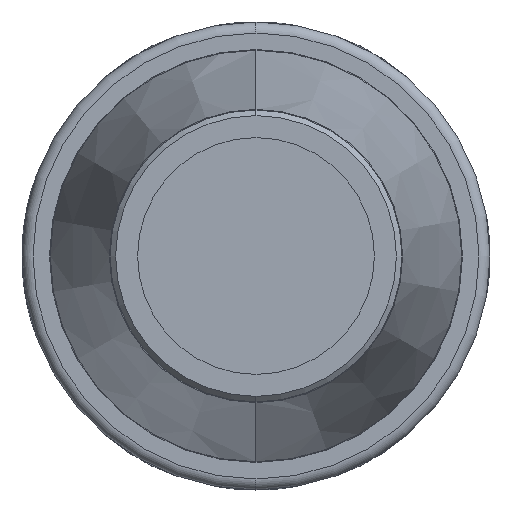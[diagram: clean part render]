
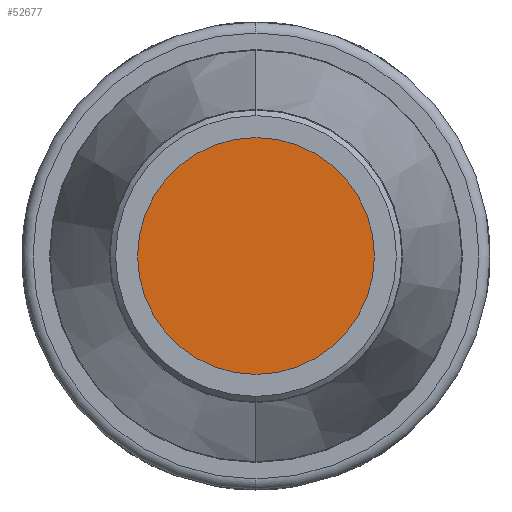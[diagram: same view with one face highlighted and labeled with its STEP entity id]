
A CAD part, left-side view. The second image highlights one B-rep face of the part: STEP entity #52677.
In plain terms, the highlighted planar face has unit normal (-1, 0, 0).
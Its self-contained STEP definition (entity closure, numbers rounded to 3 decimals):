
#2278 = DIRECTION ( 'NONE',  ( 0., 0., -1. ) ) ;
#2321 = ORIENTED_EDGE ( 'NONE', *, *, #29718, .F. ) ;
#2826 = PLANE ( 'NONE',  #10113 ) ;
#3734 = VERTEX_POINT ( 'NONE', #18245 ) ;
#8207 = CARTESIAN_POINT ( 'NONE',  ( 0., 0., 0. ) ) ;
#10113 = AXIS2_PLACEMENT_3D ( 'NONE', #23832, #27787, #2278 ) ;
#18245 = CARTESIAN_POINT ( 'NONE',  ( 0., 0., 21.5 ) ) ;
#19752 = FACE_OUTER_BOUND ( 'NONE', #35029, .T. ) ;
#23832 = CARTESIAN_POINT ( 'NONE',  ( 0., 0., 0. ) ) ;
#24633 = CIRCLE ( 'NONE', #54142, 21.5 ) ;
#26799 = VERTEX_POINT ( 'NONE', #50847 ) ;
#27546 = CIRCLE ( 'NONE', #43691, 21.5 ) ;
#27787 = DIRECTION ( 'NONE',  ( 1., 0., 0. ) ) ;
#29718 = EDGE_CURVE ( 'NONE', #26799, #3734, #27546, .T. ) ;
#34420 = ORIENTED_EDGE ( 'NONE', *, *, #43468, .F. ) ;
#35029 = EDGE_LOOP ( 'NONE', ( #34420, #2321 ) ) ;
#37499 = DIRECTION ( 'NONE',  ( 0., 0., -1. ) ) ;
#41728 = DIRECTION ( 'NONE',  ( 1., 0., 0. ) ) ;
#43468 = EDGE_CURVE ( 'NONE', #3734, #26799, #24633, .T. ) ;
#43691 = AXIS2_PLACEMENT_3D ( 'NONE', #8207, #41728, #45841 ) ;
#45841 = DIRECTION ( 'NONE',  ( 0., 0., -1. ) ) ;
#50602 = DIRECTION ( 'NONE',  ( 1., 0., 0. ) ) ;
#50793 = CARTESIAN_POINT ( 'NONE',  ( 0., 0., 0. ) ) ;
#50847 = CARTESIAN_POINT ( 'NONE',  ( 0., 0., -21.5 ) ) ;
#52677 = ADVANCED_FACE ( 'NONE', ( #19752 ), #2826, .F. ) ;
#54142 = AXIS2_PLACEMENT_3D ( 'NONE', #50793, #50602, #37499 ) ;
